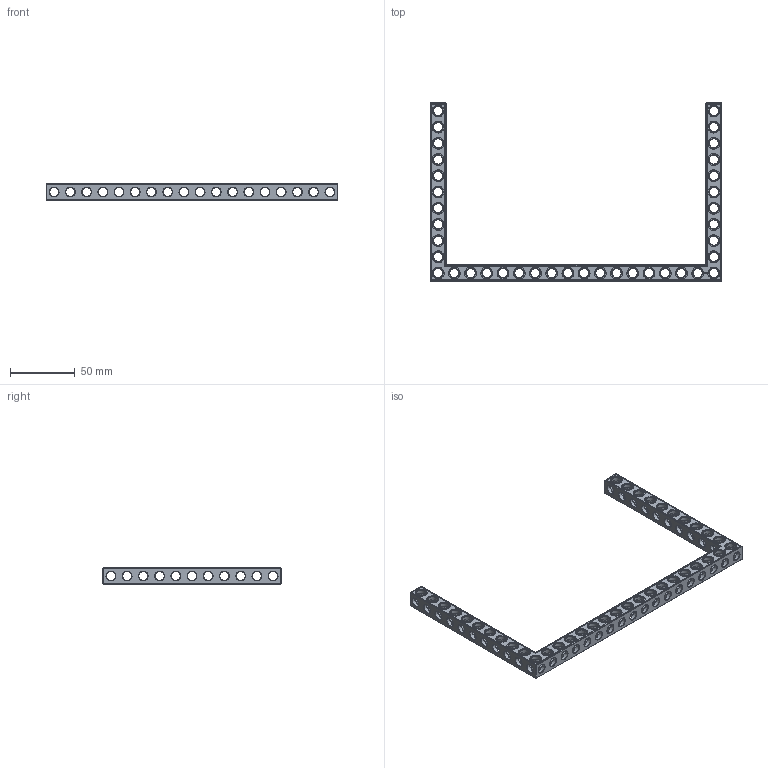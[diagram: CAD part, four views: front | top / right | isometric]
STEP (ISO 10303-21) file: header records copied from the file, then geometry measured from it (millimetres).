
FILE_DESCRIPTION(('FreeCAD Model'),'2;1');
FILE_NAME('Open CASCADE Shape Model','2022-03-06T22:57:37',('Author'),( ''),'Open CASCADE STEP processor 7.5','FreeCAD','Unknown');
FILE_SCHEMA(('AUTOMOTIVE_DESIGN { 1 0 10303 214 1 1 1 1 }'));
Products named in the file (1): Beam AGD ESS USH SYM BU18x11x01 - SPN-BEM-0603 (stemfie.org)
Bounding box: 225 x 137.5 x 12.5 mm (x, y, z)
Volume: 37124.4 mm3; surface area: 33155.4 mm2
Topology: 1 solids, 1 shells, 982 faces, 3007 edges, 1947 vertices
Faces by surface type: plane 405, cylinder 229, extrusion 194, cone 154
Full cylindrical faces by diameter (mm): 6.98 x24, 7 x167, 9.2 x38
Entity records: 182072 total; most frequent: CARTESIAN_POINT 126168, DIRECTION 9007, ORIENTED_EDGE 6014, PCURVE 6014, DEFINITIONAL_REPRESENTATION 6014, VECTOR 5543, LINE 5349, EDGE_CURVE 3007
